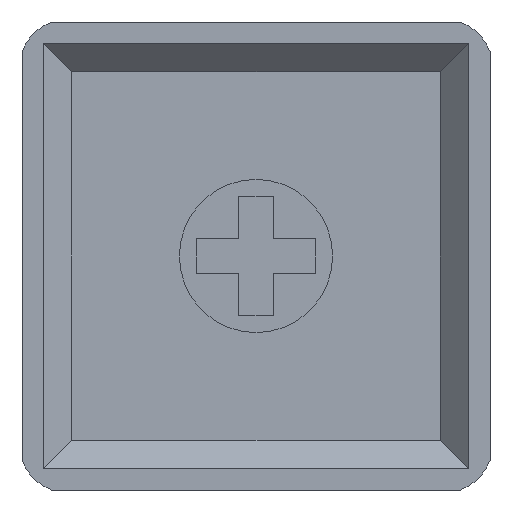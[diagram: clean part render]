
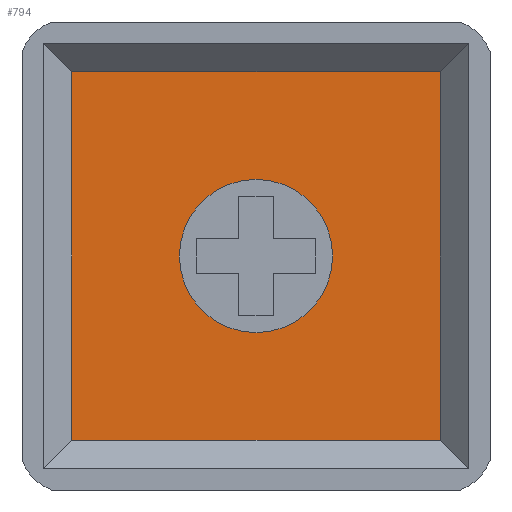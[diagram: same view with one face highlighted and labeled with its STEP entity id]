
A CAD part, front view. The second image highlights one B-rep face of the part: STEP entity #794.
In plain terms, the highlighted planar face has unit normal (0, -1, 0).
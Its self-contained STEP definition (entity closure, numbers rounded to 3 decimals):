
#17=FACE_BOUND('',#301,.T.);
#28=PLANE('',#851);
#72=CIRCLE('',#852,2.7);
#100=LINE('',#1541,#169);
#101=LINE('',#1544,#170);
#103=LINE('',#1548,#172);
#104=LINE('',#1549,#173);
#169=VECTOR('',#969,10.);
#170=VECTOR('',#972,10.);
#172=VECTOR('',#976,10.);
#173=VECTOR('',#977,10.);
#251=FACE_OUTER_BOUND('',#300,.T.);
#300=EDGE_LOOP('',(#667,#668,#669,#670));
#301=EDGE_LOOP('',(#671));
#390=VERTEX_POINT('',#1537);
#391=VERTEX_POINT('',#1539);
#392=VERTEX_POINT('',#1543);
#393=VERTEX_POINT('',#1547);
#394=VERTEX_POINT('',#1550);
#490=EDGE_CURVE('',#391,#390,#100,.T.);
#491=EDGE_CURVE('',#390,#392,#101,.T.);
#493=EDGE_CURVE('',#393,#391,#103,.T.);
#494=EDGE_CURVE('',#392,#393,#104,.T.);
#495=EDGE_CURVE('',#394,#394,#72,.T.);
#667=ORIENTED_EDGE('',*,*,#490,.F.);
#668=ORIENTED_EDGE('',*,*,#493,.F.);
#669=ORIENTED_EDGE('',*,*,#494,.F.);
#670=ORIENTED_EDGE('',*,*,#491,.F.);
#671=ORIENTED_EDGE('',*,*,#495,.F.);
#794=ADVANCED_FACE('',(#251,#17),#28,.F.);
#851=AXIS2_PLACEMENT_3D('',#1546,#974,#975);
#852=AXIS2_PLACEMENT_3D('',#1551,#978,#979);
#969=DIRECTION('',(1.,0.,0.));
#972=DIRECTION('',(0.,0.,-1.));
#974=DIRECTION('center_axis',(0.,1.,0.));
#975=DIRECTION('ref_axis',(-1.,0.,0.));
#976=DIRECTION('',(0.,0.,1.));
#977=DIRECTION('',(-1.,0.,0.));
#978=DIRECTION('center_axis',(0.,-1.,0.));
#979=DIRECTION('ref_axis',(1.,0.,0.));
#1537=CARTESIAN_POINT('',(6.5,2.3,6.5));
#1539=CARTESIAN_POINT('',(-6.5,2.3,6.5));
#1541=CARTESIAN_POINT('',(-3.75,2.3,6.5));
#1543=CARTESIAN_POINT('',(6.5,2.3,-6.5));
#1544=CARTESIAN_POINT('',(6.5,2.3,3.75));
#1546=CARTESIAN_POINT('Origin',(0.,2.3,0.));
#1547=CARTESIAN_POINT('',(-6.5,2.3,-6.5));
#1548=CARTESIAN_POINT('',(-6.5,2.3,-3.75));
#1549=CARTESIAN_POINT('',(3.75,2.3,-6.5));
#1550=CARTESIAN_POINT('',(-2.7,2.3,0.));
#1551=CARTESIAN_POINT('Origin',(0.,2.3,0.));
